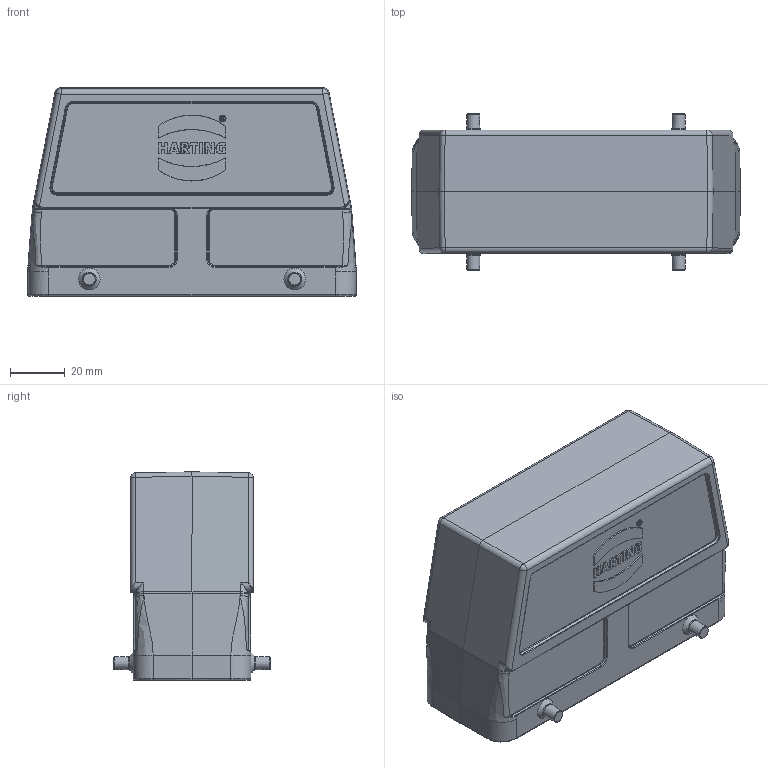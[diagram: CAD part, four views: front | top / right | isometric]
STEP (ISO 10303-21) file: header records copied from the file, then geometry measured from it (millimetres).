
FILE_DESCRIPTION(/* description */ (''),/* implementation_level */ '2;1');
FILE_NAME(/* name */ '100539624ugm000_b.stp',/* time_stamp */ '2017-11-06T07:15:50+01:00',/* author */ (''),/* organization */ (''),/* preprocessor_version */ 'ST-DEVELOPER v16',/* originating_system */ 'SIEMENS PLM Software NX 10.0',/* authorisation */ '');
FILE_SCHEMA (('AUTOMOTIVE_DESIGN { 1 0 10303 214 3 1 1 1 }'));
Length unit declared in the file: millimetre
Products named in the file (1): 100539624ugm000_b
Bounding box: 120 x 57.2 x 76 mm (x, y, z)
Volume: 99994.1 mm3; surface area: 52055.3 mm2
Topology: 1 solids, 1 shells, 488 faces, 1191 edges, 723 vertices
Faces by surface type: plane 168, cylinder 132, bspline 84, torus 50, cone 46, sphere 8
Full cylindrical faces by diameter (mm): 3 x4, 25 x2, 31.2 x2
Entity records: 17108 total; most frequent: CARTESIAN_POINT 5599, ORIENTED_EDGE 2274, DIRECTION 2168, EDGE_CURVE 1137, AXIS2_PLACEMENT_3D 820, VERTEX_POINT 707, EDGE_LOOP 544, LINE 528
